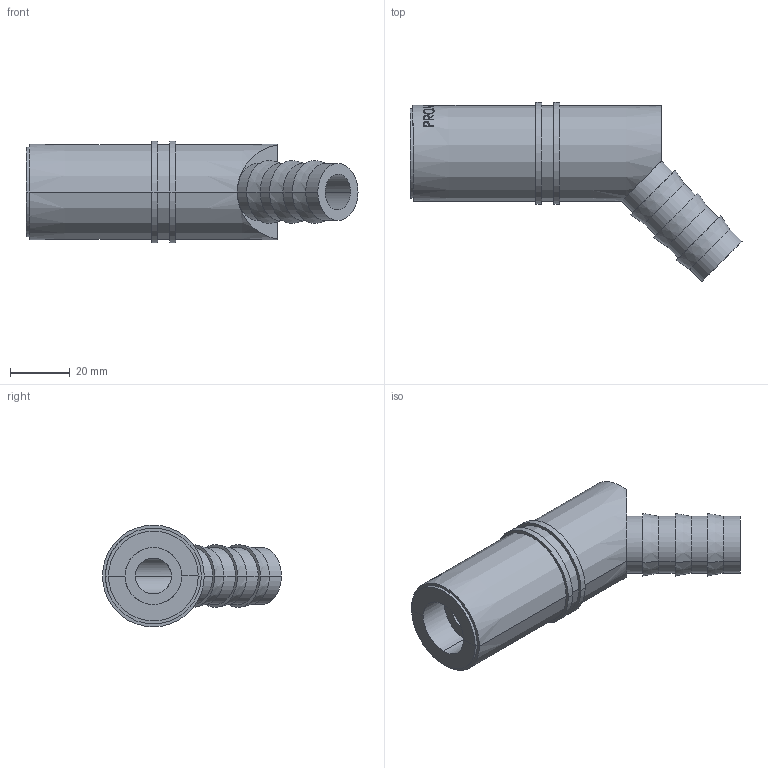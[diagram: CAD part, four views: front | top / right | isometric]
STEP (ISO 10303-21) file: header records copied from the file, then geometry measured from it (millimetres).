
FILE_DESCRIPTION (( 'STEP AP203' ), '1' );
FILE_NAME ('a7d3.STEP', '2022-07-14T22:58:11', ( '' ), ( '' ), 'SwSTEP 2.0', 'SolidWorks 2019', '' );
FILE_SCHEMA (( 'CONFIG_CONTROL_DESIGN' ));
Length unit declared in the file: millimetre
Products named in the file (1): a7d3
Bounding box: 110.89 x 59.8 x 34 mm (x, y, z)
Volume: 62007.5 mm3; surface area: 18256.9 mm2
Topology: 3 solids, 3 shells, 141 faces, 349 edges, 223 vertices
Faces by surface type: bspline 65, cone 42, cylinder 22, plane 12
Entity records: 8278 total; most frequent: CARTESIAN_POINT 5509, ORIENTED_EDGE 694, EDGE_CURVE 347, DIRECTION 305, B_SPLINE_CURVE_WITH_KNOTS 242, VERTEX_POINT 223, EDGE_LOOP 158, FACE_OUTER_BOUND 141
